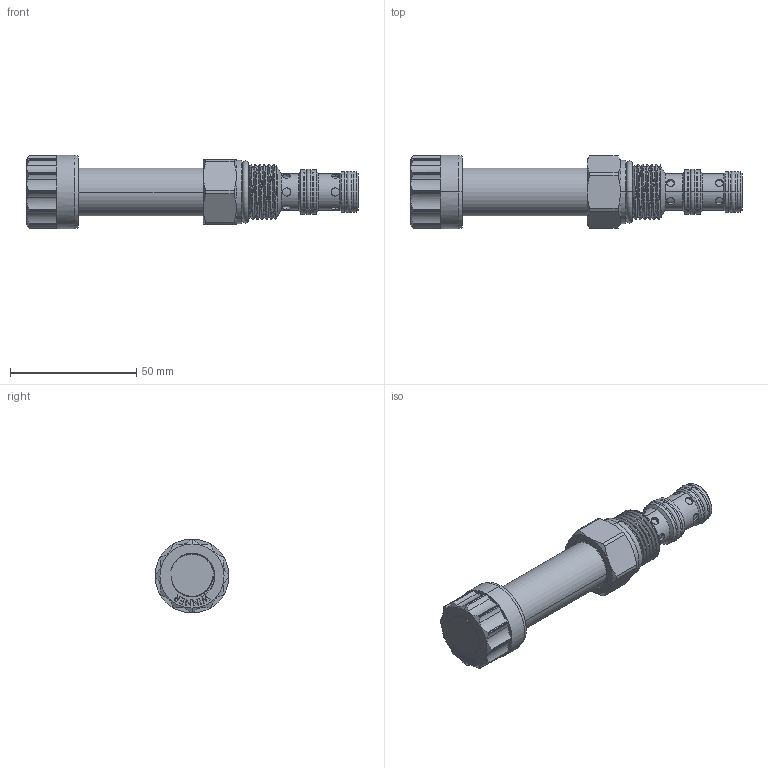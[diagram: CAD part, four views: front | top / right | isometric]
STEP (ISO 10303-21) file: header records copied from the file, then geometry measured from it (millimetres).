
FILE_DESCRIPTION (( 'STEP AP203' ), '1' );
FILE_NAME ('PFR10W3D-N.STEP', '2024-06-06T00:56:55', ( '' ), ( '' ), 'SwSTEP 2.0', 'SolidWorks 2018', '' );
FILE_SCHEMA (( 'CONFIG_CONTROL_DESIGN' ));
Length unit declared in the file: millimetre
Products named in the file (1): PFR10W3D-N
Bounding box: 131.43 x 29.2 x 29.2 mm (x, y, z)
Volume: 45905.9 mm3; surface area: 12248.3 mm2
Topology: 1 solids, 1 shells, 330 faces, 819 edges, 528 vertices
Faces by surface type: cylinder 158, plane 107, cone 38, bspline 17, torus 10
Entity records: 16227 total; most frequent: CARTESIAN_POINT 8591, ORIENTED_EDGE 1634, DIRECTION 1480, EDGE_CURVE 817, AXIS2_PLACEMENT_3D 550, VERTEX_POINT 528, VECTOR 380, LINE 380
